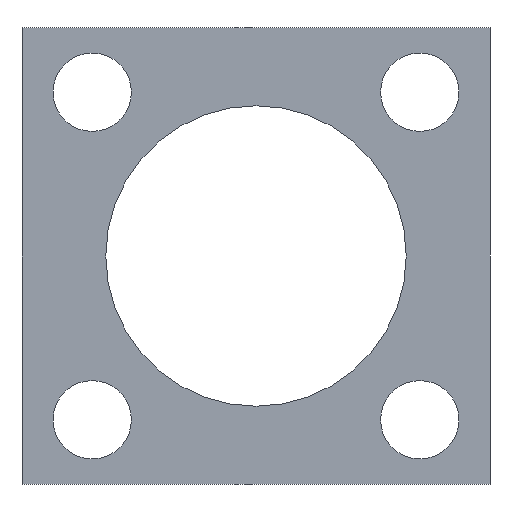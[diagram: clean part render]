
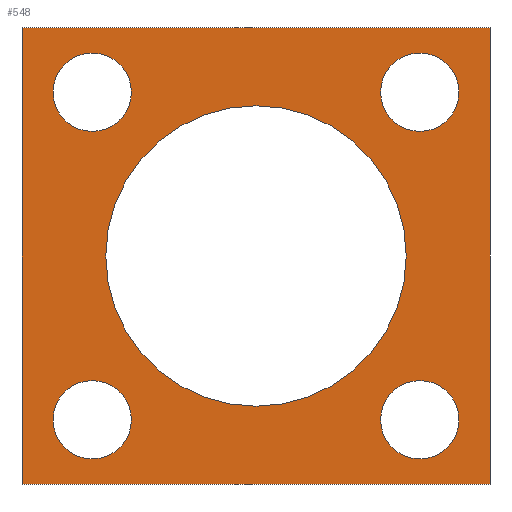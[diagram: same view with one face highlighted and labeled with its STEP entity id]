
A CAD part, left-side view. The second image highlights one B-rep face of the part: STEP entity #548.
In plain terms, the highlighted planar face has unit normal (-1, 0, 0).
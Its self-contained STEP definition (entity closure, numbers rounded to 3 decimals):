
#2 = CARTESIAN_POINT ( 'NONE',  ( 0., 11.006, 16.091 ) ) ;
#3 = CARTESIAN_POINT ( 'NONE',  ( 0., 11.006, -22.909 ) ) ;
#4 = CARTESIAN_POINT ( 'NONE',  ( 0., 5.006, -14.059 ) ) ;
#19 = AXIS2_PLACEMENT_3D ( 'NONE', #365, #584, #606 ) ;
#27 = FACE_BOUND ( 'NONE', #564, .T. ) ;
#28 = VERTEX_POINT ( 'NONE', #492 ) ;
#37 = VERTEX_POINT ( 'NONE', #3 ) ;
#38 = DIRECTION ( 'NONE',  ( 0., 0., -1. ) ) ;
#44 = ORIENTED_EDGE ( 'NONE', *, *, #668, .F. ) ;
#79 = CARTESIAN_POINT ( 'NONE',  ( 0., -22.994, 13.941 ) ) ;
#83 = FACE_BOUND ( 'NONE', #123, .T. ) ;
#95 = ORIENTED_EDGE ( 'NONE', *, *, #218, .T. ) ;
#100 = VERTEX_POINT ( 'NONE', #174 ) ;
#103 = DIRECTION ( 'NONE',  ( 0., 0., -1. ) ) ;
#123 = EDGE_LOOP ( 'NONE', ( #261, #581 ) ) ;
#140 = CIRCLE ( 'NONE', #661, 3.35 ) ;
#146 = CIRCLE ( 'NONE', #509, 3.35 ) ;
#147 = VERTEX_POINT ( 'NONE', #79 ) ;
#149 = CARTESIAN_POINT ( 'NONE',  ( 0., -22.994, -14.059 ) ) ;
#150 = CIRCLE ( 'NONE', #220, 3.35 ) ;
#152 = EDGE_CURVE ( 'NONE', #660, #424, #427, .T. ) ;
#161 = EDGE_LOOP ( 'NONE', ( #599, #44 ) ) ;
#165 = VERTEX_POINT ( 'NONE', #627 ) ;
#174 = CARTESIAN_POINT ( 'NONE',  ( 0., 5.006, 13.941 ) ) ;
#181 = ORIENTED_EDGE ( 'NONE', *, *, #382, .T. ) ;
#186 = CARTESIAN_POINT ( 'NONE',  ( 0., -22.994, 10.591 ) ) ;
#190 = EDGE_CURVE ( 'NONE', #165, #655, #624, .T. ) ;
#194 = AXIS2_PLACEMENT_3D ( 'NONE', #186, #689, #306 ) ;
#199 = VERTEX_POINT ( 'NONE', #252 ) ;
#200 = DIRECTION ( 'NONE',  ( 1., 0., 0. ) ) ;
#204 = DIRECTION ( 'NONE',  ( 0., 0., -1. ) ) ;
#216 = EDGE_CURVE ( 'NONE', #28, #100, #146, .T. ) ;
#218 = EDGE_CURVE ( 'NONE', #100, #28, #299, .T. ) ;
#220 = AXIS2_PLACEMENT_3D ( 'NONE', #262, #645, #431 ) ;
#224 = AXIS2_PLACEMENT_3D ( 'NONE', #561, #364, #637 ) ;
#233 = CIRCLE ( 'NONE', #633, 3.35 ) ;
#241 = CARTESIAN_POINT ( 'NONE',  ( 0., 0., 0. ) ) ;
#243 = DIRECTION ( 'NONE',  ( 1., 0., 0. ) ) ;
#247 = EDGE_LOOP ( 'NONE', ( #95, #258 ) ) ;
#248 = CARTESIAN_POINT ( 'NONE',  ( 0., -8.994, -3.409 ) ) ;
#252 = CARTESIAN_POINT ( 'NONE',  ( 0., -22.994, 7.241 ) ) ;
#256 = CARTESIAN_POINT ( 'NONE',  ( 0., -22.994, -17.409 ) ) ;
#258 = ORIENTED_EDGE ( 'NONE', *, *, #216, .T. ) ;
#261 = ORIENTED_EDGE ( 'NONE', *, *, #307, .T. ) ;
#262 = CARTESIAN_POINT ( 'NONE',  ( 0., 5.006, -17.409 ) ) ;
#264 = LINE ( 'NONE', #650, #389 ) ;
#276 = ORIENTED_EDGE ( 'NONE', *, *, #190, .T. ) ;
#278 = VECTOR ( 'NONE', #642, 1000. ) ;
#293 = ORIENTED_EDGE ( 'NONE', *, *, #654, .T. ) ;
#299 = CIRCLE ( 'NONE', #224, 3.35 ) ;
#300 = DIRECTION ( 'NONE',  ( 0., 0., -1. ) ) ;
#301 = FACE_OUTER_BOUND ( 'NONE', #483, .T. ) ;
#303 = CARTESIAN_POINT ( 'NONE',  ( 0., 5.006, -20.759 ) ) ;
#305 = CARTESIAN_POINT ( 'NONE',  ( 0., 5.006, 10.591 ) ) ;
#306 = DIRECTION ( 'NONE',  ( 0., 0., 1. ) ) ;
#307 = EDGE_CURVE ( 'NONE', #424, #660, #486, .T. ) ;
#308 = AXIS2_PLACEMENT_3D ( 'NONE', #241, #460, #352 ) ;
#309 = FACE_BOUND ( 'NONE', #494, .T. ) ;
#310 = CARTESIAN_POINT ( 'NONE',  ( 0., -22.994, -17.409 ) ) ;
#311 = DIRECTION ( 'NONE',  ( -1., 0., 0. ) ) ;
#318 = EDGE_CURVE ( 'NONE', #147, #199, #396, .T. ) ;
#334 = EDGE_CURVE ( 'NONE', #376, #508, #140, .T. ) ;
#336 = CIRCLE ( 'NONE', #19, 3.35 ) ;
#349 = EDGE_CURVE ( 'NONE', #199, #147, #336, .T. ) ;
#352 = DIRECTION ( 'NONE',  ( 0., 0., -1. ) ) ;
#357 = DIRECTION ( 'NONE',  ( 0., 0., -1. ) ) ;
#358 = CARTESIAN_POINT ( 'NONE',  ( 0., -28.994, 16.091 ) ) ;
#359 = ORIENTED_EDGE ( 'NONE', *, *, #414, .F. ) ;
#364 = DIRECTION ( 'NONE',  ( 1., 0., 0. ) ) ;
#365 = CARTESIAN_POINT ( 'NONE',  ( 0., -22.994, 10.591 ) ) ;
#368 = ORIENTED_EDGE ( 'NONE', *, *, #318, .F. ) ;
#376 = VERTEX_POINT ( 'NONE', #4 ) ;
#381 = DIRECTION ( 'NONE',  ( 0., 0., -1. ) ) ;
#382 = EDGE_CURVE ( 'NONE', #529, #37, #640, .T. ) ;
#384 = CARTESIAN_POINT ( 'NONE',  ( 0., 11.006, -22.909 ) ) ;
#389 = VECTOR ( 'NONE', #381, 1000. ) ;
#396 = CIRCLE ( 'NONE', #194, 3.35 ) ;
#399 = CARTESIAN_POINT ( 'NONE',  ( 0., -8.994, 9.43 ) ) ;
#408 = VECTOR ( 'NONE', #103, 1000. ) ;
#413 = CARTESIAN_POINT ( 'NONE',  ( 0., -8.994, -3.409 ) ) ;
#414 = EDGE_CURVE ( 'NONE', #488, #701, #264, .T. ) ;
#417 = DIRECTION ( 'NONE',  ( 1., 0., 0. ) ) ;
#418 = FACE_BOUND ( 'NONE', #247, .T. ) ;
#421 = DIRECTION ( 'NONE',  ( 1., 0., 0. ) ) ;
#423 = CARTESIAN_POINT ( 'NONE',  ( 0., 11.006, 16.091 ) ) ;
#424 = VERTEX_POINT ( 'NONE', #399 ) ;
#427 = CIRCLE ( 'NONE', #680, 12.84 ) ;
#431 = DIRECTION ( 'NONE',  ( 0., 0., 1. ) ) ;
#452 = AXIS2_PLACEMENT_3D ( 'NONE', #413, #417, #357 ) ;
#460 = DIRECTION ( 'NONE',  ( 1., 0., 0. ) ) ;
#477 = DIRECTION ( 'NONE',  ( 0., -1., 0. ) ) ;
#483 = EDGE_LOOP ( 'NONE', ( #657, #181, #293, #359 ) ) ;
#486 = CIRCLE ( 'NONE', #452, 12.84 ) ;
#488 = VERTEX_POINT ( 'NONE', #358 ) ;
#492 = CARTESIAN_POINT ( 'NONE',  ( 0., 5.006, 7.241 ) ) ;
#494 = EDGE_LOOP ( 'NONE', ( #368, #506 ) ) ;
#506 = ORIENTED_EDGE ( 'NONE', *, *, #349, .F. ) ;
#508 = VERTEX_POINT ( 'NONE', #303 ) ;
#509 = AXIS2_PLACEMENT_3D ( 'NONE', #305, #421, #510 ) ;
#510 = DIRECTION ( 'NONE',  ( 0., 0., -1. ) ) ;
#522 = DIRECTION ( 'NONE',  ( 0., 0., 1. ) ) ;
#529 = VERTEX_POINT ( 'NONE', #423 ) ;
#540 = ORIENTED_EDGE ( 'NONE', *, *, #631, .T. ) ;
#548 = ADVANCED_FACE ( 'NONE', ( #572, #309, #83, #301, #27, #418 ), #639, .F. ) ;
#552 = AXIS2_PLACEMENT_3D ( 'NONE', #310, #683, #300 ) ;
#561 = CARTESIAN_POINT ( 'NONE',  ( 0., 5.006, 10.591 ) ) ;
#564 = EDGE_LOOP ( 'NONE', ( #540, #276 ) ) ;
#572 = FACE_BOUND ( 'NONE', #161, .T. ) ;
#579 = EDGE_CURVE ( 'NONE', #529, #488, #649, .T. ) ;
#581 = ORIENTED_EDGE ( 'NONE', *, *, #152, .T. ) ;
#584 = DIRECTION ( 'NONE',  ( -1., 0., 0. ) ) ;
#599 = ORIENTED_EDGE ( 'NONE', *, *, #334, .F. ) ;
#600 = CARTESIAN_POINT ( 'NONE',  ( 0., -28.994, -22.909 ) ) ;
#606 = DIRECTION ( 'NONE',  ( 0., 0., 1. ) ) ;
#610 = VECTOR ( 'NONE', #477, 1000. ) ;
#624 = CIRCLE ( 'NONE', #552, 3.35 ) ;
#627 = CARTESIAN_POINT ( 'NONE',  ( 0., -22.994, -20.759 ) ) ;
#631 = EDGE_CURVE ( 'NONE', #655, #165, #233, .T. ) ;
#633 = AXIS2_PLACEMENT_3D ( 'NONE', #256, #200, #204 ) ;
#637 = DIRECTION ( 'NONE',  ( 0., 0., -1. ) ) ;
#639 = PLANE ( 'NONE',  #308 ) ;
#640 = LINE ( 'NONE', #696, #408 ) ;
#642 = DIRECTION ( 'NONE',  ( 0., -1., 0. ) ) ;
#645 = DIRECTION ( 'NONE',  ( -1., 0., 0. ) ) ;
#649 = LINE ( 'NONE', #2, #278 ) ;
#650 = CARTESIAN_POINT ( 'NONE',  ( 0., -28.994, 16.091 ) ) ;
#654 = EDGE_CURVE ( 'NONE', #37, #701, #704, .T. ) ;
#655 = VERTEX_POINT ( 'NONE', #149 ) ;
#657 = ORIENTED_EDGE ( 'NONE', *, *, #579, .F. ) ;
#660 = VERTEX_POINT ( 'NONE', #693 ) ;
#661 = AXIS2_PLACEMENT_3D ( 'NONE', #672, #311, #522 ) ;
#668 = EDGE_CURVE ( 'NONE', #508, #376, #150, .T. ) ;
#672 = CARTESIAN_POINT ( 'NONE',  ( 0., 5.006, -17.409 ) ) ;
#680 = AXIS2_PLACEMENT_3D ( 'NONE', #248, #243, #38 ) ;
#683 = DIRECTION ( 'NONE',  ( 1., 0., 0. ) ) ;
#689 = DIRECTION ( 'NONE',  ( -1., 0., 0. ) ) ;
#693 = CARTESIAN_POINT ( 'NONE',  ( 0., -8.994, -16.249 ) ) ;
#696 = CARTESIAN_POINT ( 'NONE',  ( 0., 11.006, 16.091 ) ) ;
#701 = VERTEX_POINT ( 'NONE', #600 ) ;
#704 = LINE ( 'NONE', #384, #610 ) ;
